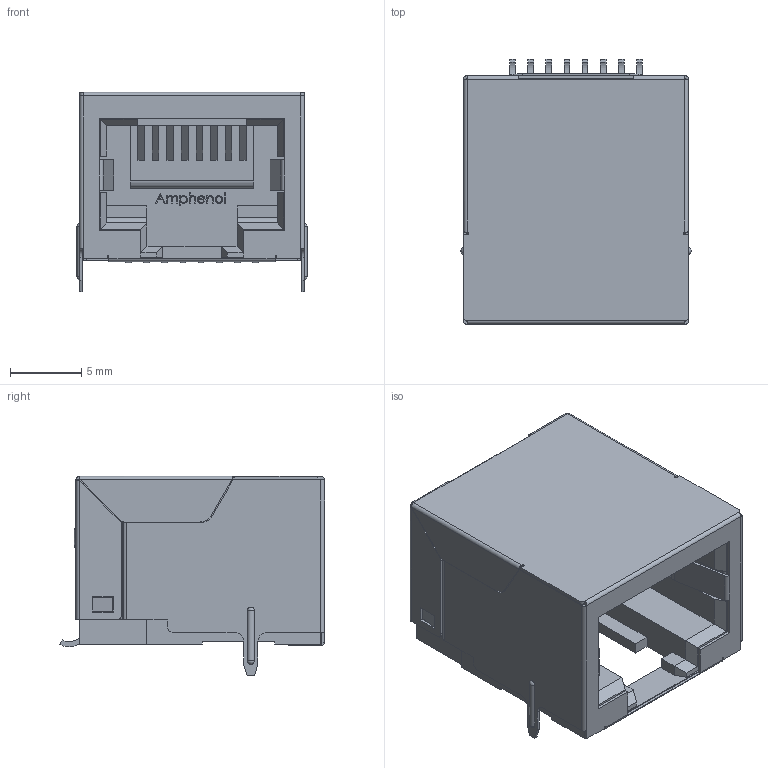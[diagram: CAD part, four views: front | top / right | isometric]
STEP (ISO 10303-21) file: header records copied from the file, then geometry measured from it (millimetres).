
FILE_DESCRIPTION(/* description */ (''),/* implementation_level */ '2;1');
FILE_NAME(/* name */ '2.stp',/* time_stamp */ '2020-05-07T23:22:59+02:00',/* author */ ('k'),/* organization */ (''),/* preprocessor_version */ 'ST-DEVELOPER v15.6',/* originating_system */ 'Autodesk Inventor 2015',/* authorisation */ '');
FILE_SCHEMA (('AUTOMOTIVE_DESIGN { 1 0 10303 214 3 1 1 }'));
Length unit declared in the file: millimetre
Products named in the file (8): 1; 2; 3; 4; M-RJLSE-4X381-01T-REVT1; 6
Bounding box: 16.1 x 18.55 x 13.95 mm (x, y, z)
Volume: 1799.8 mm3; surface area: 4419.8 mm2
Topology: 29 solids, 29 shells, 693 faces, 1833 edges, 1199 vertices
Faces by surface type: plane 502, cylinder 123, bspline 60, sphere 8
Entity records: 24873 total; most frequent: CARTESIAN_POINT 7685, ORIENTED_EDGE 3654, DIRECTION 3269, EDGE_CURVE 1827, LINE 1465, VECTOR 1465, VERTEX_POINT 1195, AXIS2_PLACEMENT_3D 902
